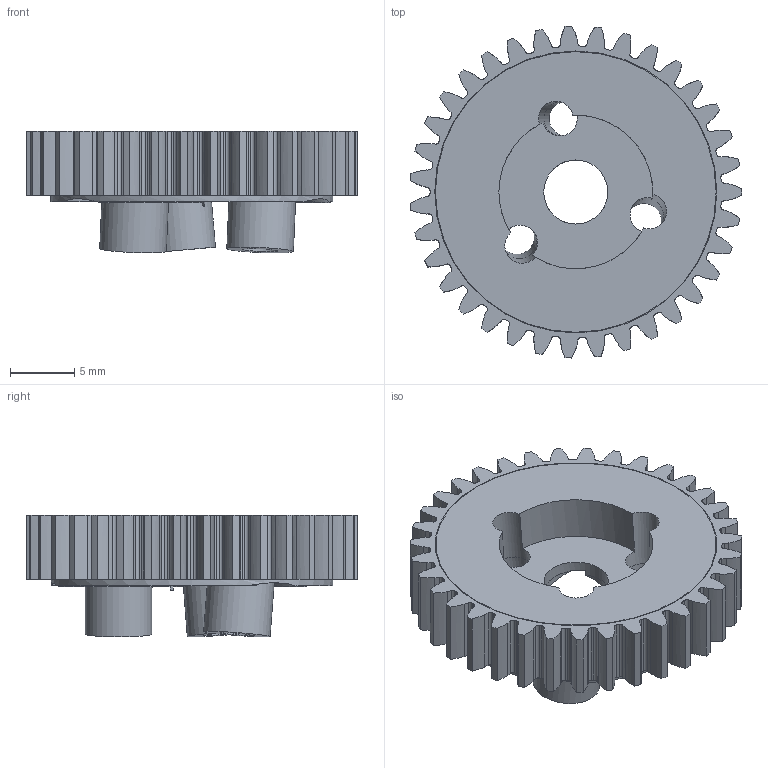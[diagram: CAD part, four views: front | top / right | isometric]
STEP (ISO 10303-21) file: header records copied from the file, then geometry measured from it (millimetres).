
FILE_DESCRIPTION(('FreeCAD Model'),'2;1');
FILE_NAME('Open CASCADE Shape Model','2022-11-28T18:13:02',(''),(''), 'Open CASCADE STEP processor 7.5','FreeCAD','Unknown');
FILE_SCHEMA(('AUTOMOTIVE_DESIGN { 1 0 10303 214 1 1 1 1 }'));
Length unit declared in the file: millimetre
Products named in the file (1): Connect002
Bounding box: 25.87 x 25.89 x 9.51 mm (x, y, z)
Volume: 2090.7 mm3; surface area: 2227.1 mm2
Topology: 1 solids, 1 shells, 355 faces, 1033 edges, 683 vertices
Faces by surface type: cylinder 183, extrusion 140, plane 17, cone 15
Full cylindrical faces by diameter (mm): 2.7 x6, 5 x1, 5.2 x3, 22 x1
Entity records: 28361 total; most frequent: CARTESIAN_POINT 9203, DIRECTION 3132, ORIENTED_EDGE 2066, PCURVE 2066, DEFINITIONAL_REPRESENTATION 2066, VECTOR 1752, LINE 1612, EDGE_CURVE 1033
